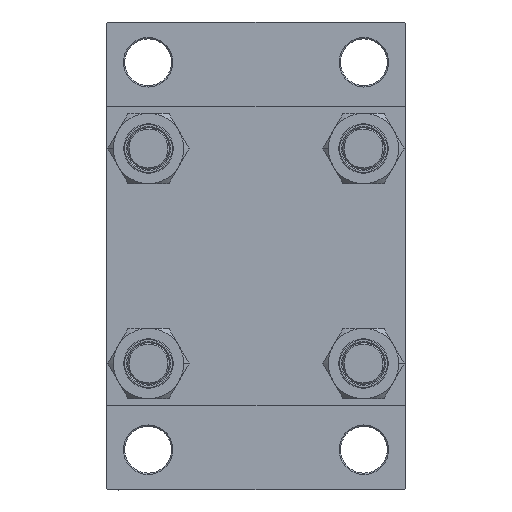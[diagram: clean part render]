
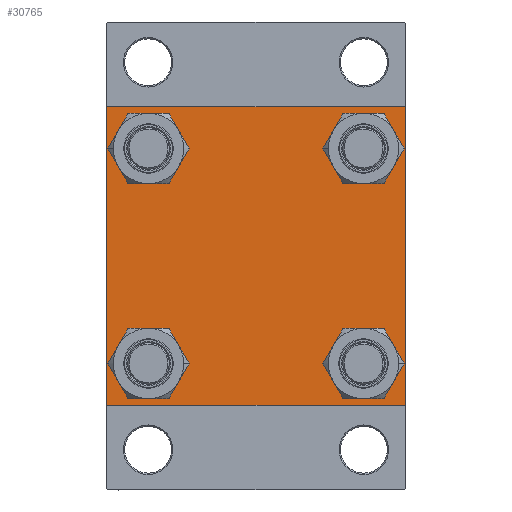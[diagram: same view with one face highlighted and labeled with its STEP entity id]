
A CAD part, left-side view. The second image highlights one B-rep face of the part: STEP entity #30765.
In plain terms, the highlighted planar face has unit normal (-1, 0, 0).
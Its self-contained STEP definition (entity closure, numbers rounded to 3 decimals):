
#873 = EDGE_CURVE ( 'NONE', #32561, #35300, #37334, .T. ) ;
#1268 = ORIENTED_EDGE ( 'NONE', *, *, #43502, .F. ) ;
#1510 = FACE_BOUND ( 'NONE', #25336, .T. ) ;
#1731 = CARTESIAN_POINT ( 'NONE',  ( 0., 57.5, 57.5 ) ) ;
#2467 = DIRECTION ( 'NONE',  ( 1., 0., 0. ) ) ;
#2800 = CARTESIAN_POINT ( 'NONE',  ( 0., 41.35, 41.35 ) ) ;
#3112 = DIRECTION ( 'NONE',  ( 0., 0., 1. ) ) ;
#3345 = DIRECTION ( 'NONE',  ( 1., 0., 0. ) ) ;
#3481 = ORIENTED_EDGE ( 'NONE', *, *, #11846, .T. ) ;
#3900 = CARTESIAN_POINT ( 'NONE',  ( 0., -57.25, 57.25 ) ) ;
#3990 = EDGE_LOOP ( 'NONE', ( #7319, #6105 ) ) ;
#4470 = VERTEX_POINT ( 'NONE', #38129 ) ;
#5249 = CARTESIAN_POINT ( 'NONE',  ( 0., -41.35, -32.85 ) ) ;
#5418 = CARTESIAN_POINT ( 'NONE',  ( 0., -41.35, 41.35 ) ) ;
#6028 = VECTOR ( 'NONE', #17194, 1000. ) ;
#6105 = ORIENTED_EDGE ( 'NONE', *, *, #21544, .T. ) ;
#6114 = ORIENTED_EDGE ( 'NONE', *, *, #8862, .T. ) ;
#6821 = DIRECTION ( 'NONE',  ( 0., 0.707, 0.707 ) ) ;
#7035 = DIRECTION ( 'NONE',  ( 1., 0., 0. ) ) ;
#7139 = DIRECTION ( 'NONE',  ( 0., 0., 1. ) ) ;
#7319 = ORIENTED_EDGE ( 'NONE', *, *, #11504, .T. ) ;
#7367 = CIRCLE ( 'NONE', #33616, 8.5 ) ;
#7674 = VERTEX_POINT ( 'NONE', #12458 ) ;
#7822 = ORIENTED_EDGE ( 'NONE', *, *, #20122, .F. ) ;
#7920 = CARTESIAN_POINT ( 'NONE',  ( 0., 57.5, 57. ) ) ;
#8199 = CARTESIAN_POINT ( 'NONE',  ( 0., -57.5, 57. ) ) ;
#8238 = DIRECTION ( 'NONE',  ( 0., 0., 1. ) ) ;
#8410 = CARTESIAN_POINT ( 'NONE',  ( 0., -57.25, -57.25 ) ) ;
#8805 = DIRECTION ( 'NONE',  ( 0., 0., 1. ) ) ;
#8837 = AXIS2_PLACEMENT_3D ( 'NONE', #17457, #2467, #47001 ) ;
#8862 = EDGE_CURVE ( 'NONE', #28815, #15037, #29070, .T. ) ;
#9046 = DIRECTION ( 'NONE',  ( 1., 0., 0. ) ) ;
#9084 = DIRECTION ( 'NONE',  ( 0., 0.707, -0.707 ) ) ;
#9332 = CARTESIAN_POINT ( 'NONE',  ( 0., 57., 57.5 ) ) ;
#9766 = VECTOR ( 'NONE', #9084, 1000. ) ;
#10001 = VECTOR ( 'NONE', #34277, 1000. ) ;
#10893 = CARTESIAN_POINT ( 'NONE',  ( 0., -41.35, -41.35 ) ) ;
#11135 = LINE ( 'NONE', #45274, #33754 ) ;
#11504 = EDGE_CURVE ( 'NONE', #12130, #20390, #38334, .T. ) ;
#11846 = EDGE_CURVE ( 'NONE', #24535, #23243, #16329, .T. ) ;
#11920 = CARTESIAN_POINT ( 'NONE',  ( 0., 41.35, 41.35 ) ) ;
#12130 = VERTEX_POINT ( 'NONE', #39248 ) ;
#12458 = CARTESIAN_POINT ( 'NONE',  ( 0., 57., -57.5 ) ) ;
#12871 = PLANE ( 'NONE',  #44266 ) ;
#12898 = DIRECTION ( 'NONE',  ( 0., 0., 1. ) ) ;
#13585 = ORIENTED_EDGE ( 'NONE', *, *, #33831, .T. ) ;
#14114 = VERTEX_POINT ( 'NONE', #29600 ) ;
#15037 = VERTEX_POINT ( 'NONE', #29857 ) ;
#15553 = AXIS2_PLACEMENT_3D ( 'NONE', #10893, #30001, #8238 ) ;
#15583 = CARTESIAN_POINT ( 'NONE',  ( 0., 57.25, -57.25 ) ) ;
#15896 = EDGE_LOOP ( 'NONE', ( #43180, #46085, #21288, #37177, #1268, #6114, #7822, #3481 ) ) ;
#16221 = CARTESIAN_POINT ( 'NONE',  ( 0., 57.5, -57.5 ) ) ;
#16289 = CARTESIAN_POINT ( 'NONE',  ( 0., 41.35, -41.35 ) ) ;
#16329 = LINE ( 'NONE', #42239, #9766 ) ;
#16351 = VERTEX_POINT ( 'NONE', #37402 ) ;
#16829 = VERTEX_POINT ( 'NONE', #19552 ) ;
#16900 = AXIS2_PLACEMENT_3D ( 'NONE', #5418, #19927, #8805 ) ;
#17194 = DIRECTION ( 'NONE',  ( 0., -1., 0. ) ) ;
#17457 = CARTESIAN_POINT ( 'NONE',  ( 0., -41.35, -41.35 ) ) ;
#18375 = CARTESIAN_POINT ( 'NONE',  ( 0., 57.5, 57.5 ) ) ;
#19210 = VECTOR ( 'NONE', #24211, 1000. ) ;
#19552 = CARTESIAN_POINT ( 'NONE',  ( 0., -41.35, 49.85 ) ) ;
#19654 = DIRECTION ( 'NONE',  ( -1., 0., 0. ) ) ;
#19726 = EDGE_CURVE ( 'NONE', #4470, #7674, #41503, .T. ) ;
#19927 = DIRECTION ( 'NONE',  ( 1., 0., 0. ) ) ;
#20122 = EDGE_CURVE ( 'NONE', #24535, #15037, #31242, .T. ) ;
#20390 = VERTEX_POINT ( 'NONE', #33877 ) ;
#20515 = CARTESIAN_POINT ( 'NONE',  ( 0., -57., -57.5 ) ) ;
#20542 = EDGE_CURVE ( 'NONE', #16829, #14114, #24624, .T. ) ;
#21288 = ORIENTED_EDGE ( 'NONE', *, *, #46793, .T. ) ;
#21532 = EDGE_CURVE ( 'NONE', #14114, #16829, #21542, .T. ) ;
#21542 = CIRCLE ( 'NONE', #16900, 8.5 ) ;
#21544 = EDGE_CURVE ( 'NONE', #20390, #12130, #33901, .T. ) ;
#22110 = EDGE_LOOP ( 'NONE', ( #13585, #46186 ) ) ;
#23243 = VERTEX_POINT ( 'NONE', #7920 ) ;
#23296 = EDGE_CURVE ( 'NONE', #24225, #46542, #31359, .T. ) ;
#23542 = FACE_BOUND ( 'NONE', #47014, .T. ) ;
#23984 = LINE ( 'NONE', #16221, #19210 ) ;
#24018 = FACE_OUTER_BOUND ( 'NONE', #15896, .T. ) ;
#24114 = VECTOR ( 'NONE', #36297, 1000. ) ;
#24211 = DIRECTION ( 'NONE',  ( 0., -1., 0. ) ) ;
#24225 = VERTEX_POINT ( 'NONE', #20515 ) ;
#24535 = VERTEX_POINT ( 'NONE', #9332 ) ;
#24624 = CIRCLE ( 'NONE', #33090, 8.5 ) ;
#25336 = EDGE_LOOP ( 'NONE', ( #28881, #45981 ) ) ;
#25906 = CARTESIAN_POINT ( 'NONE',  ( 0., 41.35, -41.35 ) ) ;
#25943 = EDGE_CURVE ( 'NONE', #23243, #4470, #36525, .T. ) ;
#26271 = CARTESIAN_POINT ( 'NONE',  ( 0., 41.35, 49.85 ) ) ;
#27023 = EDGE_CURVE ( 'NONE', #16351, #38521, #36420, .T. ) ;
#27404 = DIRECTION ( 'NONE',  ( 0., 0., 1. ) ) ;
#28135 = CARTESIAN_POINT ( 'NONE',  ( 0., 41.35, 32.85 ) ) ;
#28815 = VERTEX_POINT ( 'NONE', #8199 ) ;
#28881 = ORIENTED_EDGE ( 'NONE', *, *, #873, .T. ) ;
#29070 = LINE ( 'NONE', #3900, #34384 ) ;
#29456 = CARTESIAN_POINT ( 'NONE',  ( 0., -41.35, 41.35 ) ) ;
#29600 = CARTESIAN_POINT ( 'NONE',  ( 0., -41.35, 32.85 ) ) ;
#29857 = CARTESIAN_POINT ( 'NONE',  ( 0., -57., 57.5 ) ) ;
#30001 = DIRECTION ( 'NONE',  ( 1., 0., 0. ) ) ;
#30009 = DIRECTION ( 'NONE',  ( 0., 0., 1. ) ) ;
#30064 = DIRECTION ( 'NONE',  ( 0., 0., 1. ) ) ;
#30382 = AXIS2_PLACEMENT_3D ( 'NONE', #2800, #32304, #7139 ) ;
#30765 = ADVANCED_FACE ( 'NONE', ( #23542, #30788, #42414, #1510, #24018 ), #12871, .T. ) ;
#30788 = FACE_BOUND ( 'NONE', #22110, .T. ) ;
#31242 = LINE ( 'NONE', #1731, #6028 ) ;
#31359 = LINE ( 'NONE', #8410, #10001 ) ;
#32304 = DIRECTION ( 'NONE',  ( 1., 0., 0. ) ) ;
#32561 = VERTEX_POINT ( 'NONE', #26271 ) ;
#33090 = AXIS2_PLACEMENT_3D ( 'NONE', #29456, #3345, #3112 ) ;
#33132 = AXIS2_PLACEMENT_3D ( 'NONE', #16289, #9046, #12898 ) ;
#33454 = DIRECTION ( 'NONE',  ( 1., 0., 0. ) ) ;
#33616 = AXIS2_PLACEMENT_3D ( 'NONE', #11920, #33454, #30064 ) ;
#33754 = VECTOR ( 'NONE', #37517, 1000. ) ;
#33831 = EDGE_CURVE ( 'NONE', #38521, #16351, #37396, .T. ) ;
#33877 = CARTESIAN_POINT ( 'NONE',  ( 0., 41.35, -49.85 ) ) ;
#33901 = CIRCLE ( 'NONE', #33132, 8.5 ) ;
#34277 = DIRECTION ( 'NONE',  ( 0., -0.707, 0.707 ) ) ;
#34384 = VECTOR ( 'NONE', #6821, 1000. ) ;
#34630 = VECTOR ( 'NONE', #41982, 1000. ) ;
#35232 = AXIS2_PLACEMENT_3D ( 'NONE', #25906, #7035, #30009 ) ;
#35300 = VERTEX_POINT ( 'NONE', #28135 ) ;
#35625 = CARTESIAN_POINT ( 'NONE',  ( 0., -57.5, -57. ) ) ;
#36297 = DIRECTION ( 'NONE',  ( 0., 0., -1. ) ) ;
#36420 = CIRCLE ( 'NONE', #15553, 8.5 ) ;
#36525 = LINE ( 'NONE', #18375, #24114 ) ;
#37177 = ORIENTED_EDGE ( 'NONE', *, *, #23296, .T. ) ;
#37334 = CIRCLE ( 'NONE', #30382, 8.5 ) ;
#37396 = CIRCLE ( 'NONE', #8837, 8.5 ) ;
#37402 = CARTESIAN_POINT ( 'NONE',  ( 0., -41.35, -49.85 ) ) ;
#37517 = DIRECTION ( 'NONE',  ( 0., 0., -1. ) ) ;
#38129 = CARTESIAN_POINT ( 'NONE',  ( 0., 57.5, -57. ) ) ;
#38334 = CIRCLE ( 'NONE', #35232, 8.5 ) ;
#38521 = VERTEX_POINT ( 'NONE', #5249 ) ;
#38767 = CARTESIAN_POINT ( 'NONE',  ( 0., 0., 0. ) ) ;
#39248 = CARTESIAN_POINT ( 'NONE',  ( 0., 41.35, -32.85 ) ) ;
#39671 = EDGE_CURVE ( 'NONE', #35300, #32561, #7367, .T. ) ;
#41503 = LINE ( 'NONE', #15583, #34630 ) ;
#41982 = DIRECTION ( 'NONE',  ( 0., -0.707, -0.707 ) ) ;
#42239 = CARTESIAN_POINT ( 'NONE',  ( 0., 57.25, 57.25 ) ) ;
#42414 = FACE_BOUND ( 'NONE', #3990, .T. ) ;
#43180 = ORIENTED_EDGE ( 'NONE', *, *, #25943, .T. ) ;
#43502 = EDGE_CURVE ( 'NONE', #28815, #46542, #11135, .T. ) ;
#44266 = AXIS2_PLACEMENT_3D ( 'NONE', #38767, #19654, #27404 ) ;
#45274 = CARTESIAN_POINT ( 'NONE',  ( 0., -57.5, 57.5 ) ) ;
#45981 = ORIENTED_EDGE ( 'NONE', *, *, #39671, .T. ) ;
#46085 = ORIENTED_EDGE ( 'NONE', *, *, #19726, .T. ) ;
#46186 = ORIENTED_EDGE ( 'NONE', *, *, #27023, .T. ) ;
#46542 = VERTEX_POINT ( 'NONE', #35625 ) ;
#46793 = EDGE_CURVE ( 'NONE', #7674, #24225, #23984, .T. ) ;
#47001 = DIRECTION ( 'NONE',  ( 0., 0., 1. ) ) ;
#47014 = EDGE_LOOP ( 'NONE', ( #47291, #47057 ) ) ;
#47057 = ORIENTED_EDGE ( 'NONE', *, *, #21532, .T. ) ;
#47291 = ORIENTED_EDGE ( 'NONE', *, *, #20542, .T. ) ;
